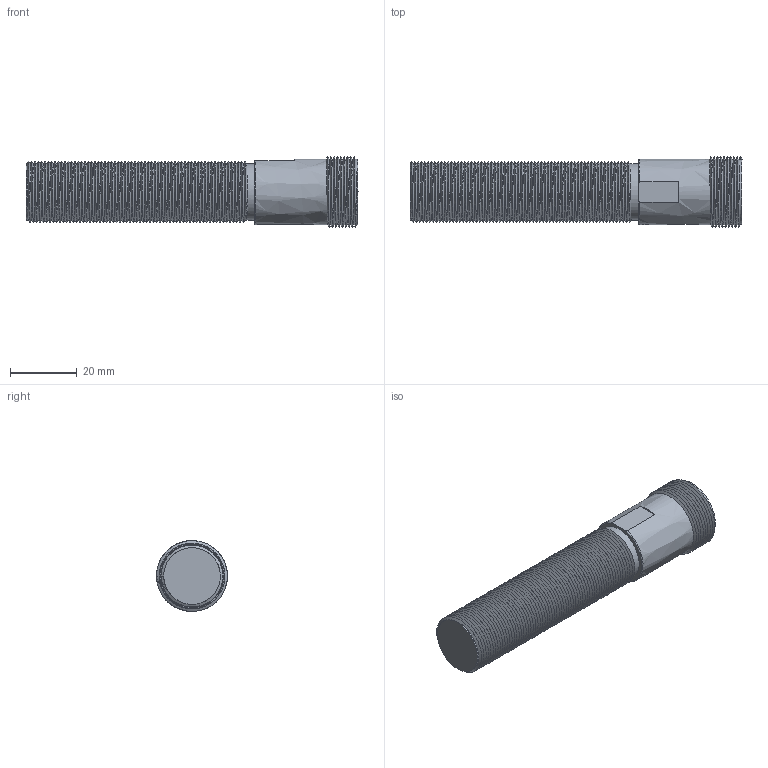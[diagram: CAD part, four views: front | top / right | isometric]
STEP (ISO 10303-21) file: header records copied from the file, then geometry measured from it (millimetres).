
FILE_DESCRIPTION(('FreeCAD Model'),'2;1');
FILE_NAME('FCM1-1805X-XZL3.stp','2021-12-07T14:33:13',( 'Author'),(''),'Open CASCADE STEP processor 7.3','FreeCAD','Unknown' );
FILE_SCHEMA(('AUTOMOTIVE_DESIGN { 1 0 10303 214 1 1 1 1 }'));
Length unit declared in the file: millimetre
Products named in the file (1): FCM1-1805X-XZL3
Bounding box: 99.6 x 21.26 x 21.26 mm (x, y, z)
Volume: 25112.8 mm3; surface area: 10809.9 mm2
Topology: 1 solids, 1 shells, 122 faces, 315 edges, 204 vertices
Faces by surface type: bspline 122
Entity records: 17729 total; most frequent: CARTESIAN_POINT 12350, ORIENTED_EDGE 630, PCURVE 630, DEFINITIONAL_REPRESENTATION 630, B_SPLINE_CURVE_WITH_KNOTS 443, DIRECTION 315, EDGE_CURVE 315, LINE 313
